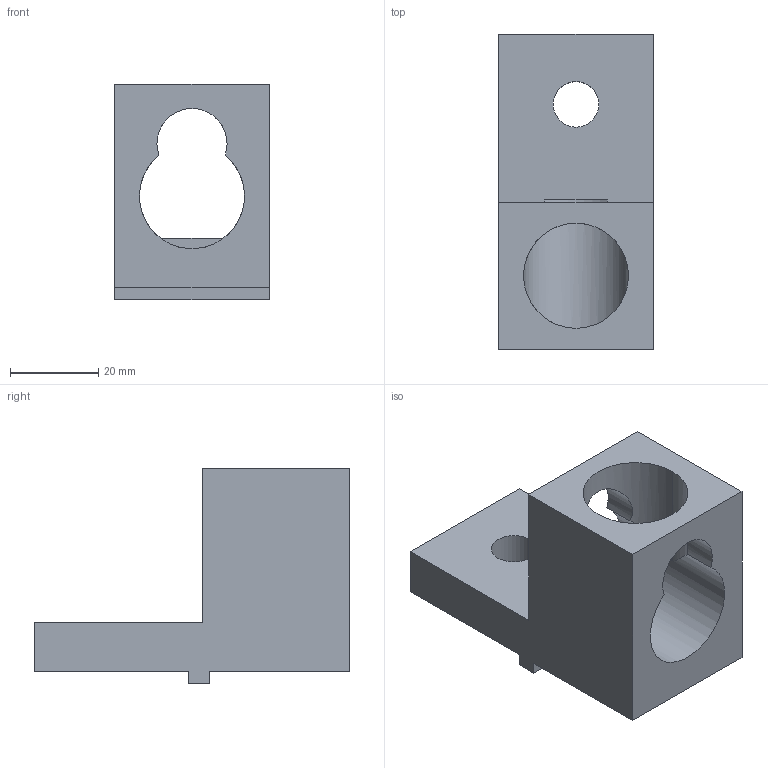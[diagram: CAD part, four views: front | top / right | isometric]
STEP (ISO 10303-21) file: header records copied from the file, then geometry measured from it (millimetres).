
FILE_DESCRIPTION (( 'STEP AP214' ), '1' );
FILE_NAME ('39543040.step', '2016-05-09T12:27:11', ( '' ), ( '' ), 'SwSTEP 2.0', 'SolidWorks 2015', '' );
FILE_SCHEMA (( 'AUTOMOTIVE_DESIGN' ));
Length unit declared in the file: inch
Products named in the file (1): 39543040
Bounding box: 34.93 x 71.45 x 48.82 mm (x, y, z)
Volume: 45053.5 mm3; surface area: 14247.3 mm2
Topology: 1 solids, 1 shells, 22 faces, 66 edges, 44 vertices
Faces by surface type: plane 13, cylinder 9
Entity records: 972 total; most frequent: CARTESIAN_POINT 325, ORIENTED_EDGE 132, DIRECTION 118, EDGE_CURVE 66, VECTOR 44, VERTEX_POINT 44, LINE 44, AXIS2_PLACEMENT_3D 37
